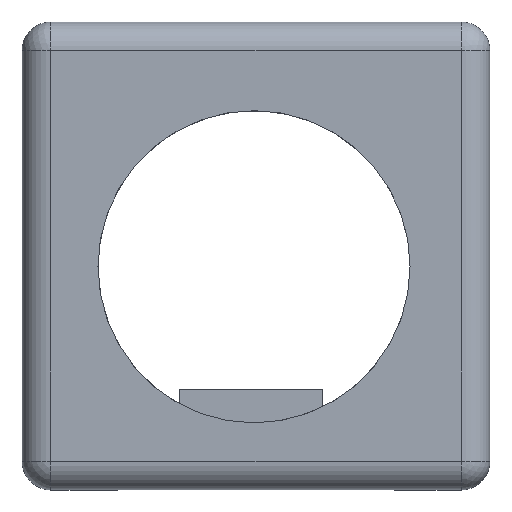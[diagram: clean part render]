
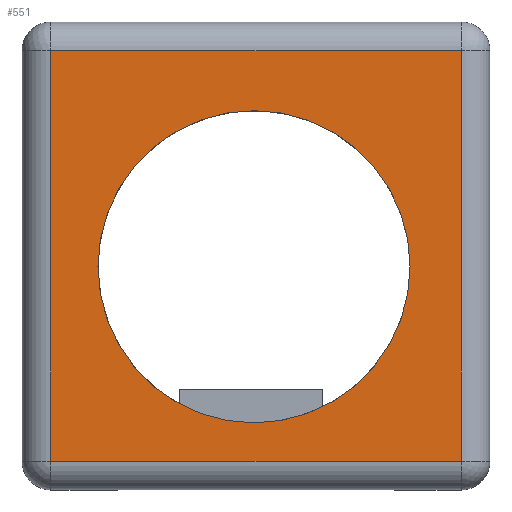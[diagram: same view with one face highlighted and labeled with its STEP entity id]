
A CAD part, top view. The second image highlights one B-rep face of the part: STEP entity #551.
In plain terms, the highlighted planar face has unit normal (0, 0, 1).
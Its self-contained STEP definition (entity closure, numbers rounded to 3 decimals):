
#15=FACE_BOUND('',#210,.T.);
#19=PLANE('',#613);
#35=LINE('',#815,#94);
#37=LINE('',#832,#96);
#39=LINE('',#835,#98);
#43=LINE('',#844,#102);
#94=VECTOR('',#654,10.);
#96=VECTOR('',#674,10.);
#98=VECTOR('',#678,10.);
#102=VECTOR('',#688,10.);
#177=FACE_OUTER_BOUND('',#209,.T.);
#209=EDGE_LOOP('',(#446,#447,#448,#449));
#210=EDGE_LOOP('',(#450));
#243=CIRCLE('',#614,5.437);
#247=VERTEX_POINT('',#801);
#252=VERTEX_POINT('',#811);
#255=VERTEX_POINT('',#821);
#258=VERTEX_POINT('',#828);
#277=VERTEX_POINT('',#893);
#301=EDGE_CURVE('',#247,#252,#35,.T.);
#309=EDGE_CURVE('',#252,#258,#37,.T.);
#311=EDGE_CURVE('',#258,#255,#39,.T.);
#316=EDGE_CURVE('',#255,#247,#43,.T.);
#342=EDGE_CURVE('',#277,#277,#243,.T.);
#446=ORIENTED_EDGE('',*,*,#301,.F.);
#447=ORIENTED_EDGE('',*,*,#316,.F.);
#448=ORIENTED_EDGE('',*,*,#311,.F.);
#449=ORIENTED_EDGE('',*,*,#309,.F.);
#450=ORIENTED_EDGE('',*,*,#342,.F.);
#551=ADVANCED_FACE('',(#177,#15),#19,.F.);
#613=AXIS2_PLACEMENT_3D('',#892,#729,#730);
#614=AXIS2_PLACEMENT_3D('',#894,#731,#732);
#654=DIRECTION('',(1.,0.,0.));
#674=DIRECTION('',(0.,-1.,0.));
#678=DIRECTION('',(-1.,0.,0.));
#688=DIRECTION('',(0.,1.,0.));
#729=DIRECTION('center_axis',(0.,0.,-1.));
#730=DIRECTION('ref_axis',(-1.,0.,0.));
#731=DIRECTION('center_axis',(0.,0.,1.));
#732=DIRECTION('ref_axis',(-1.,0.,0.));
#801=CARTESIAN_POINT('',(14.919,21.471,3.1));
#811=CARTESIAN_POINT('',(29.219,21.471,3.1));
#815=CARTESIAN_POINT('',(17.994,21.471,3.1));
#821=CARTESIAN_POINT('',(14.919,7.171,3.1));
#828=CARTESIAN_POINT('',(29.219,7.171,3.1));
#832=CARTESIAN_POINT('',(29.219,18.396,3.1));
#835=CARTESIAN_POINT('',(26.144,7.171,3.1));
#844=CARTESIAN_POINT('',(14.919,10.246,3.1));
#892=CARTESIAN_POINT('Origin',(22.069,14.321,3.1));
#893=CARTESIAN_POINT('',(27.437,13.943,3.1));
#894=CARTESIAN_POINT('Origin',(22.,13.943,3.1));
